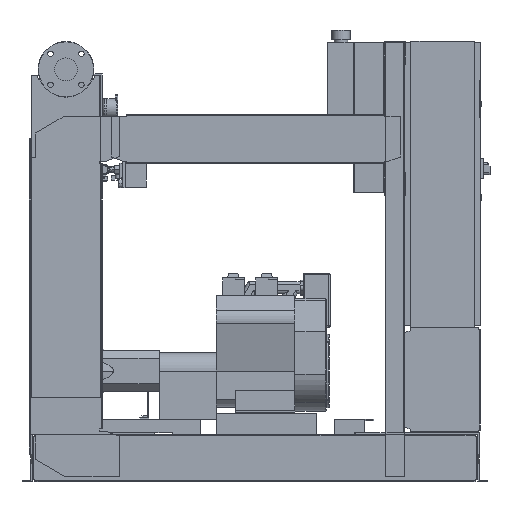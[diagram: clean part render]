
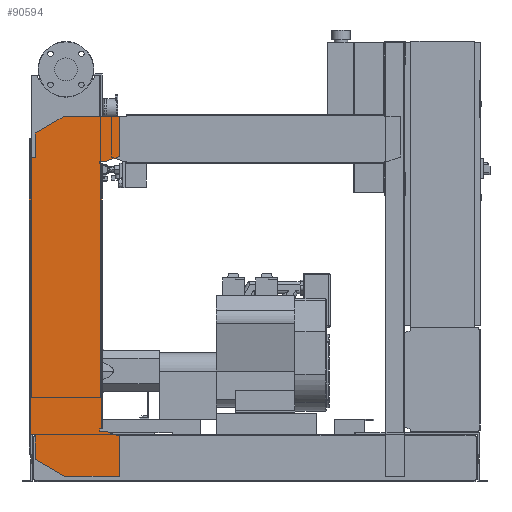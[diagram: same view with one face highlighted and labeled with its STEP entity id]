
A CAD part, front view. The second image highlights one B-rep face of the part: STEP entity #90594.
In plain terms, the highlighted free-form (B-spline) face has degree [1, 1] with [2, 2] control points.
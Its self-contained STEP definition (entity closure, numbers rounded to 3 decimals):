
#90079=CARTESIAN_POINT('',(-102.0,-463.5,1076.0));
#90080=VERTEX_POINT('',#90079);
#90087=CARTESIAN_POINT('',(-102.0,-463.5,1158.574));
#90088=VERTEX_POINT('',#90087);
#90089=CARTESIAN_POINT('',(-102.0,-463.5,1076.0));
#90090=DIRECTION('',(0.0,0.0,1.0));
#90091=VECTOR('',#90090,82.574);
#90092=LINE('',#90089,#90091);
#90093=EDGE_CURVE('',#90080,#90088,#90092,.T.);
#90111=CARTESIAN_POINT('',(-6.,-463.5,1214.0));
#90112=VERTEX_POINT('',#90111);
#90113=CARTESIAN_POINT('',(-102.0,-463.5,1158.574));
#90114=DIRECTION('',(0.866,0.0,0.5));
#90115=VECTOR('',#90114,110.851);
#90116=LINE('',#90113,#90115);
#90117=EDGE_CURVE('',#90088,#90112,#90116,.T.);
#90135=CARTESIAN_POINT('',(177.0,-463.5,1214.0));
#90136=VERTEX_POINT('',#90135);
#90137=CARTESIAN_POINT('',(-6.,-463.5,1214.0));
#90138=DIRECTION('',(1.0,0.0,0.0));
#90139=VECTOR('',#90138,183.0);
#90140=LINE('',#90137,#90139);
#90141=EDGE_CURVE('',#90112,#90136,#90140,.T.);
#90159=CARTESIAN_POINT('',(177.0,-463.5,1080.379));
#90160=VERTEX_POINT('',#90159);
#90161=CARTESIAN_POINT('',(177.0,-463.5,1214.0));
#90162=DIRECTION('',(0.0,0.0,-1.0));
#90163=VECTOR('',#90162,133.621);
#90164=LINE('',#90161,#90163);
#90165=EDGE_CURVE('',#90136,#90160,#90164,.T.);
#90183=CARTESIAN_POINT('',(132.,-463.5,1064.0));
#90184=VERTEX_POINT('',#90183);
#90185=CARTESIAN_POINT('',(177.0,-463.5,1080.379));
#90186=DIRECTION('',(-0.94,0.0,-0.342));
#90187=VECTOR('',#90186,47.888);
#90188=LINE('',#90185,#90187);
#90189=EDGE_CURVE('',#90160,#90184,#90188,.T.);
#90207=CARTESIAN_POINT('',(112.0,-463.5,1064.0));
#90208=VERTEX_POINT('',#90207);
#90209=CARTESIAN_POINT('',(132.,-463.5,1064.0));
#90210=DIRECTION('',(-1.0,0.0,0.0));
#90211=VECTOR('',#90210,20.);
#90212=LINE('',#90209,#90211);
#90213=EDGE_CURVE('',#90184,#90208,#90212,.T.);
#90231=CARTESIAN_POINT('',(112.0,-463.5,1056.0));
#90232=VERTEX_POINT('',#90231);
#90233=CARTESIAN_POINT('',(112.0,-463.5,1064.0));
#90234=DIRECTION('',(0.0,0.0,-1.0));
#90235=VECTOR('',#90234,8.0);
#90236=LINE('',#90233,#90235);
#90237=EDGE_CURVE('',#90208,#90232,#90236,.T.);
#90255=CARTESIAN_POINT('',(120.,-463.5,1056.0));
#90256=VERTEX_POINT('',#90255);
#90257=CARTESIAN_POINT('',(112.0,-463.5,1056.0));
#90258=DIRECTION('',(1.0,0.0,0.0));
#90259=VECTOR('',#90258,8.);
#90260=LINE('',#90257,#90259);
#90261=EDGE_CURVE('',#90232,#90256,#90260,.T.);
#90279=CARTESIAN_POINT('',(120.,-463.5,176.));
#90280=VERTEX_POINT('',#90279);
#90291=CARTESIAN_POINT('',(120.,-463.5,1056.0));
#90292=DIRECTION('',(0.0,0.0,-1.0));
#90293=VECTOR('',#90292,880.);
#90294=LINE('',#90291,#90293);
#90295=EDGE_CURVE('',#90256,#90280,#90294,.T.);
#90309=CARTESIAN_POINT('',(112.,-463.5,176.));
#90310=VERTEX_POINT('',#90309);
#90311=CARTESIAN_POINT('',(120.,-463.5,176.));
#90312=DIRECTION('',(-1.0,0.0,0.0));
#90313=VECTOR('',#90312,8.);
#90314=LINE('',#90311,#90313);
#90315=EDGE_CURVE('',#90280,#90310,#90314,.T.);
#90333=CARTESIAN_POINT('',(112.,-463.5,168.));
#90334=VERTEX_POINT('',#90333);
#90335=CARTESIAN_POINT('',(112.,-463.5,176.));
#90336=DIRECTION('',(0.0,0.0,-1.0));
#90337=VECTOR('',#90336,8.0);
#90338=LINE('',#90335,#90337);
#90339=EDGE_CURVE('',#90310,#90334,#90338,.T.);
#90357=CARTESIAN_POINT('',(132.,-463.5,168.));
#90358=VERTEX_POINT('',#90357);
#90359=CARTESIAN_POINT('',(112.,-463.5,168.));
#90360=DIRECTION('',(1.0,0.0,0.0));
#90361=VECTOR('',#90360,20.0);
#90362=LINE('',#90359,#90361);
#90363=EDGE_CURVE('',#90334,#90358,#90362,.T.);
#90381=CARTESIAN_POINT('',(177.,-463.5,151.621));
#90382=VERTEX_POINT('',#90381);
#90383=CARTESIAN_POINT('',(132.,-463.5,168.));
#90384=DIRECTION('',(0.94,0.0,-0.342));
#90385=VECTOR('',#90384,47.888);
#90386=LINE('',#90383,#90385);
#90387=EDGE_CURVE('',#90358,#90382,#90386,.T.);
#90405=CARTESIAN_POINT('',(177.,-463.5,18.0));
#90406=VERTEX_POINT('',#90405);
#90407=CARTESIAN_POINT('',(177.,-463.5,151.621));
#90408=DIRECTION('',(0.0,0.0,-1.0));
#90409=VECTOR('',#90408,133.621);
#90410=LINE('',#90407,#90409);
#90411=EDGE_CURVE('',#90382,#90406,#90410,.T.);
#90429=CARTESIAN_POINT('',(-4.,-463.5,18.0));
#90430=VERTEX_POINT('',#90429);
#90431=CARTESIAN_POINT('',(177.,-463.5,18.0));
#90432=DIRECTION('',(-1.0,0.0,0.0));
#90433=VECTOR('',#90432,181.);
#90434=LINE('',#90431,#90433);
#90435=EDGE_CURVE('',#90406,#90430,#90434,.T.);
#90453=CARTESIAN_POINT('',(-102.,-463.5,74.58));
#90454=VERTEX_POINT('',#90453);
#90455=CARTESIAN_POINT('',(-4.,-463.5,18.0));
#90456=DIRECTION('',(-0.866,0.,0.5));
#90457=VECTOR('',#90456,113.161);
#90458=LINE('',#90455,#90457);
#90459=EDGE_CURVE('',#90430,#90454,#90458,.T.);
#90477=CARTESIAN_POINT('',(-102.,-463.5,156.0));
#90478=VERTEX_POINT('',#90477);
#90479=CARTESIAN_POINT('',(-102.,-463.5,74.58));
#90480=DIRECTION('',(0.0,0.0,1.0));
#90481=VECTOR('',#90480,81.42);
#90482=LINE('',#90479,#90481);
#90483=EDGE_CURVE('',#90454,#90478,#90482,.T.);
#90501=CARTESIAN_POINT('',(-122.,-463.5,156.0));
#90502=VERTEX_POINT('',#90501);
#90503=CARTESIAN_POINT('',(-102.,-463.5,156.0));
#90504=DIRECTION('',(-1.0,0.0,0.0));
#90505=VECTOR('',#90504,20.0);
#90506=LINE('',#90503,#90505);
#90507=EDGE_CURVE('',#90478,#90502,#90506,.T.);
#90525=CARTESIAN_POINT('',(-122.0,-463.5,1076.0));
#90526=VERTEX_POINT('',#90525);
#90539=CARTESIAN_POINT('',(-122.,-463.5,156.0));
#90540=DIRECTION('',(0.0,0.0,1.0));
#90541=VECTOR('',#90540,920.0);
#90542=LINE('',#90539,#90541);
#90543=EDGE_CURVE('',#90502,#90526,#90542,.T.);
#90557=CARTESIAN_POINT('',(-122.0,-463.5,1076.0));
#90558=DIRECTION('',(1.0,0.0,0.0));
#90559=VECTOR('',#90558,20.0);
#90560=LINE('',#90557,#90559);
#90561=EDGE_CURVE('',#90526,#90080,#90560,.T.);
#90567=CARTESIAN_POINT('',(-122.,-463.5,18.0));
#90568=CARTESIAN_POINT('',(177.0,-463.5,18.0));
#90569=CARTESIAN_POINT('',(-122.,-463.5,1214.0));
#90570=CARTESIAN_POINT('',(177.0,-463.5,1214.0));
#90571=B_SPLINE_SURFACE_WITH_KNOTS('',1,1,((#90567,#90569),(#90568,#90570)),.UNSPECIFIED.,.F.,.F.,.U.,(2,2),(2,2),(0.0,299.),(0.0,1196.0),.UNSPECIFIED.);
#90572=ORIENTED_EDGE('',*,*,#90561,.F.);
#90573=ORIENTED_EDGE('',*,*,#90543,.F.);
#90574=ORIENTED_EDGE('',*,*,#90507,.F.);
#90575=ORIENTED_EDGE('',*,*,#90483,.F.);
#90576=ORIENTED_EDGE('',*,*,#90459,.F.);
#90577=ORIENTED_EDGE('',*,*,#90435,.F.);
#90578=ORIENTED_EDGE('',*,*,#90411,.F.);
#90579=ORIENTED_EDGE('',*,*,#90387,.F.);
#90580=ORIENTED_EDGE('',*,*,#90363,.F.);
#90581=ORIENTED_EDGE('',*,*,#90339,.F.);
#90582=ORIENTED_EDGE('',*,*,#90315,.F.);
#90583=ORIENTED_EDGE('',*,*,#90295,.F.);
#90584=ORIENTED_EDGE('',*,*,#90261,.F.);
#90585=ORIENTED_EDGE('',*,*,#90237,.F.);
#90586=ORIENTED_EDGE('',*,*,#90213,.F.);
#90587=ORIENTED_EDGE('',*,*,#90189,.F.);
#90588=ORIENTED_EDGE('',*,*,#90165,.F.);
#90589=ORIENTED_EDGE('',*,*,#90141,.F.);
#90590=ORIENTED_EDGE('',*,*,#90117,.F.);
#90591=ORIENTED_EDGE('',*,*,#90093,.F.);
#90592=EDGE_LOOP('',(#90572,#90573,#90574,#90575,#90576,#90577,#90578,#90579,#90580,#90581,#90582,#90583,#90584,#90585,#90586,#90587,#90588,#90589,#90590,#90591));
#90593=FACE_OUTER_BOUND('',#90592,.T.);
#90594=ADVANCED_FACE('',(#90593),#90571,.T.);
